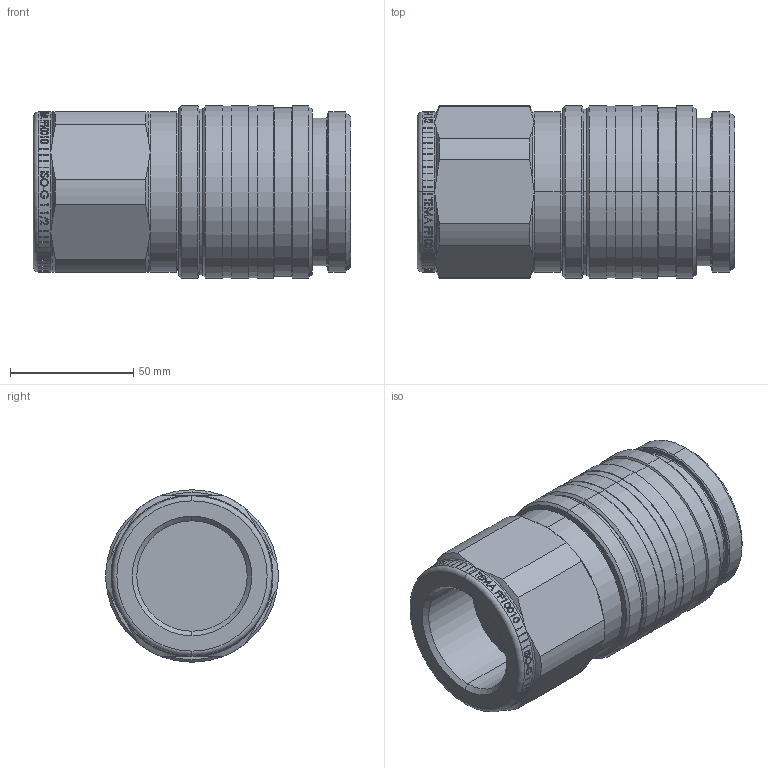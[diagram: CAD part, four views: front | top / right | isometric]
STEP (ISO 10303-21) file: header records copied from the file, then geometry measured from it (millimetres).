
FILE_DESCRIPTION (( 'STEP AP214' ), '1' );
FILE_NAME ('FF10010-150C.STEP', '2014-06-03T10:04:43', ( 'admin' ), ( 'Microsoft' ), 'SwSTEP 2.0', 'SolidWorks 2009', '' );
FILE_SCHEMA (( 'AUTOMOTIVE_DESIGN' ));
Products named in the file (1): FF10010-150C
Bounding box: 128.8 x 70 x 70 mm (x, y, z)
Volume: 414146 mm3; surface area: 41966.9 mm2
Topology: 1 solids, 1 shells, 705 faces, 1750 edges, 1146 vertices
Faces by surface type: plane 330, bspline 180, cylinder 131, cone 40, torus 24
Entity records: 42997 total; most frequent: CARTESIAN_POINT 27474, ORIENTED_EDGE 3500, DIRECTION 2682, EDGE_CURVE 1750, VERTEX_POINT 1146, AXIS2_PLACEMENT_3D 1032, EDGE_LOOP 804, FACE_OUTER_BOUND 705
